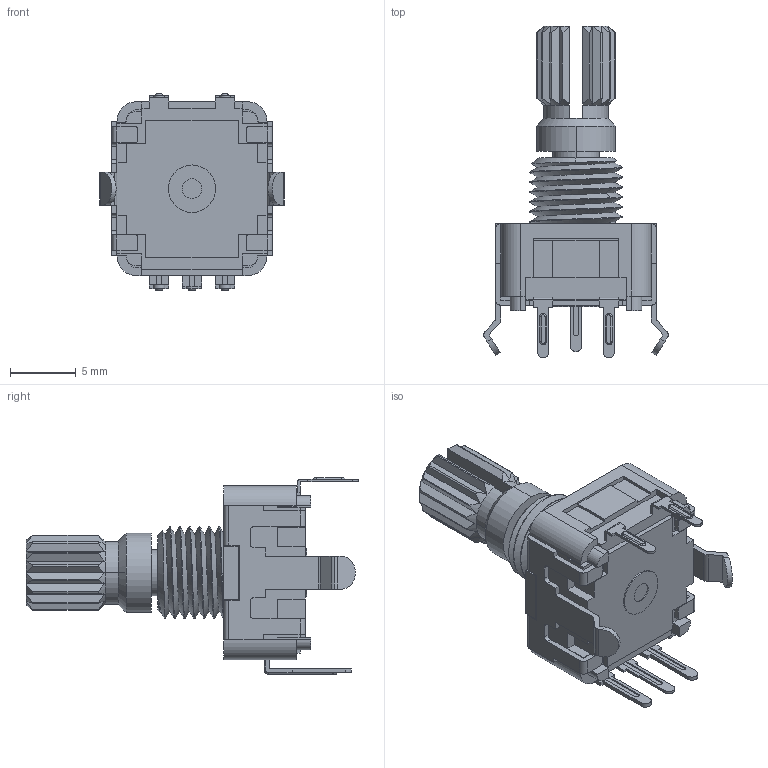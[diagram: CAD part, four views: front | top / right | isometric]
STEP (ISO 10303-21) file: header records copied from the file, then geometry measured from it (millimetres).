
FILE_DESCRIPTION(('STEP AP214'),'1');
FILE_NAME('pec11r-4215k-n0024.stp','2017-04-06T08:14:11',('TraceParts'),('TraceParts S.A.'),'Spatial InterOp 3D',' ',' ');
FILE_SCHEMA(('automotive_design'));
Length unit declared in the file: millimetre
Products named in the file (1): pec11r-4215k-n0024
Bounding box: 14 x 25.2 x 14.9 mm (x, y, z)
Volume: 1196.4 mm3; surface area: 1630.1 mm2
Topology: 1 solids, 2 shells, 525 faces, 1437 edges, 934 vertices
Faces by surface type: plane 318, cylinder 152, cone 31, torus 20, bspline 4
Entity records: 18850 total; most frequent: CARTESIAN_POINT 5445, ORIENTED_EDGE 2874, DIRECTION 2712, EDGE_CURVE 1437, LINE 980, VECTOR 980, VERTEX_POINT 934, AXIS2_PLACEMENT_3D 866
